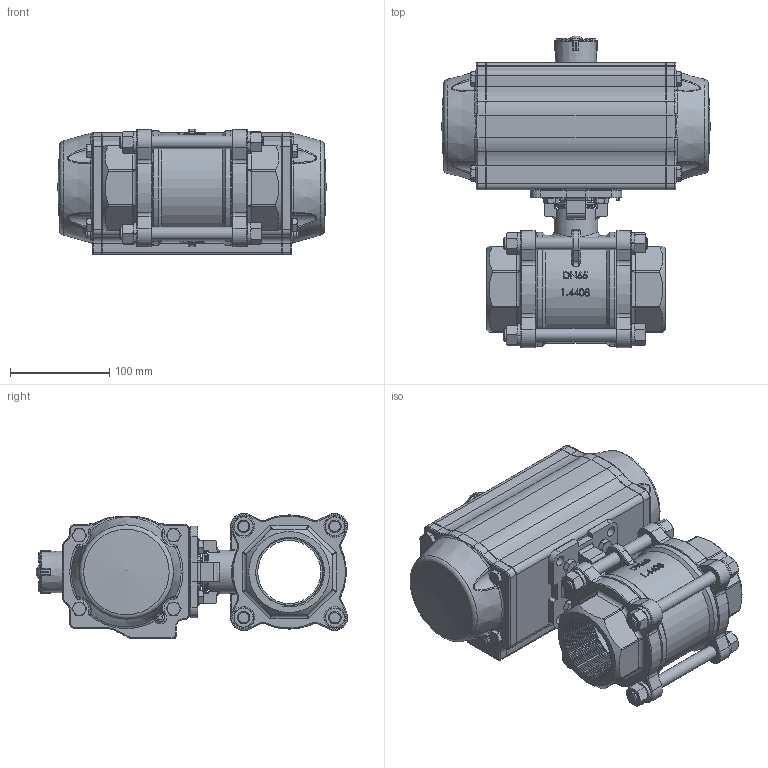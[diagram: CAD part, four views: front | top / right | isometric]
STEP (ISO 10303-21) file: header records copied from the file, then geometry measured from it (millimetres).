
FILE_DESCRIPTION(/* description */ ('Unknown'),/* implementation_level */ '2;1');
FILE_NAME(/* name */ 'FR05 9323-10',/* time_stamp */ '2022-10-25T13:42:13+02:00',/* author */ ('Unknown'),/* organization */ ('Unknown'),/* preprocessor_version */ 'ST-DEVELOPER v16.7',/* originating_system */ 'Solid Edge',/* authorisation */ 'Unknown');
FILE_SCHEMA (('AUTOMOTIVE_DESIGN {1 0 10303 214 3 1 1}'));
Length unit declared in the file: millimetre
Products named in the file (15): FR119-8.112.065; 8.112.065; Gewindestange M; Körper 8.112.065; DW06_FR05_(DW160_FR119); ____; ________(___________; _____________; ______; Deckel 1; hexagon head bolts--product grade c gb_GB_FASTENER_BOLT_HHBC M8X40-N; cup head nib bolts with large head gb_GB_FASTENER_BOLT_CHNBW M6X25-N; KP-100; Deckel 2; DIN 933 M8x25 A2-70 BLK_EDST
Assembly tree (28 placements, depth 4):
  FR119-8.112.065
    8.112.065
      Gewindestange M  x3
      Körper 8.112.065
    DW06_FR05_(DW160_FR119)
      ____
        ________(___________  x2
        _____________  x2
        ______
      Deckel 1
      hexagon head bolts--product grade c gb_GB_FASTENER_BOLT_HHBC M8X40-N  x8
      cup head nib bolts with large head gb_GB_FASTENER_BOLT_CHNBW M6X25-N
      KP-100
      Deckel 2
    DIN 933 M8x25 A2-70 BLK_EDST  x4
Bounding box: 270.2 x 313.75 x 125.95 mm (x, y, z)
Volume: 4535062.8 mm3; surface area: 441000.3 mm2
Topology: 25 solids, 26 shells, 1920 faces, 4841 edges, 3000 vertices
Faces by surface type: plane 704, cylinder 551, bspline 293, torus 188, cone 171, sphere 13
Full cylindrical faces by diameter (mm): 2.6 x2, 3 x16, 3.3 x8, 4.2 x8, 4.66 x1, 5 x1, 6 x1, 6.2 x1, 6.8 x16, 8 x12, 8.5 x8, 10.5 x4, 11.8 x2, 12.7 x9, 13 x4, 14 x2, 15 x8, 24.6 x2, 26.8 x1, 30 x2, 37.2 x1, 38.5 x1, 44 x1, 44.46 x2, 48 x1, 63.5 x1, 108.5 x1, 115 x2
Entity records: 83109 total; most frequent: CARTESIAN_POINT 47380, ORIENTED_EDGE 7542, DIRECTION 6737, EDGE_CURVE 3771, AXIS2_PLACEMENT_3D 2574, VERTEX_POINT 2492, FACE_BOUND 1915, EDGE_LOOP 1890
